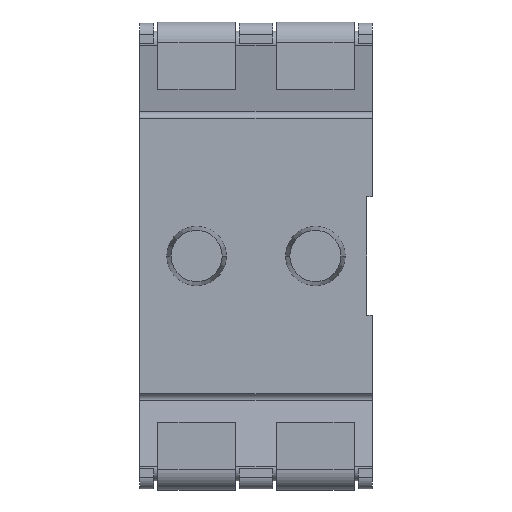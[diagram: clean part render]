
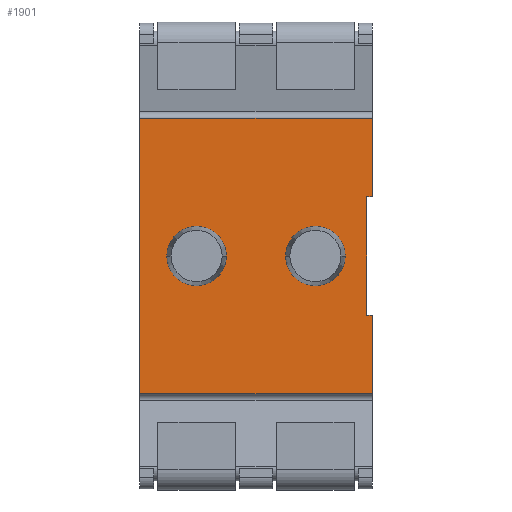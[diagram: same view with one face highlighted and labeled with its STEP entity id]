
A CAD part, front view. The second image highlights one B-rep face of the part: STEP entity #1901.
In plain terms, the highlighted planar face has unit normal (0, -1, 0).
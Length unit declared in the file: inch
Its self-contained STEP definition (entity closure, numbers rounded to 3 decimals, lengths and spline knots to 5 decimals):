
#2=DIRECTION('',(1.,0.,0.));
#3=VECTOR('',#2,0.005);
#4=CARTESIAN_POINT('',(0.093,-0.043,-0.05));
#5=LINE('',#4,#3);
#6=DIRECTION('',(-1.,0.,0.));
#7=VECTOR('',#6,0.196);
#8=CARTESIAN_POINT('',(0.098,-0.043,-0.116));
#9=LINE('',#8,#7);
#10=DIRECTION('',(0.,0.,1.));
#11=VECTOR('',#10,0.232);
#12=CARTESIAN_POINT('',(-0.098,-0.043,-0.116));
#13=LINE('',#12,#11);
#14=DIRECTION('',(0.,0.,-1.));
#15=VECTOR('',#14,0.1);
#16=CARTESIAN_POINT('',(0.093,-0.043,0.05));
#17=LINE('',#16,#15);
#18=CARTESIAN_POINT('',(-0.05,-0.043,0.));
#19=DIRECTION('',(0.,-1.,0.));
#20=DIRECTION('',(-1.,0.,0.));
#21=AXIS2_PLACEMENT_3D('',#18,#19,#20);
#23=CARTESIAN_POINT('',(-0.05,-0.043,0.));
#24=DIRECTION('',(0.,-1.,0.));
#25=DIRECTION('',(1.,0.,0.));
#26=AXIS2_PLACEMENT_3D('',#23,#24,#25);
#28=CARTESIAN_POINT('',(0.05,-0.043,0.));
#29=DIRECTION('',(0.,-1.,0.));
#30=DIRECTION('',(-1.,0.,0.));
#31=AXIS2_PLACEMENT_3D('',#28,#29,#30);
#33=CARTESIAN_POINT('',(0.05,-0.043,0.));
#34=DIRECTION('',(0.,-1.,0.));
#35=DIRECTION('',(1.,0.,0.));
#36=AXIS2_PLACEMENT_3D('',#33,#34,#35);
#58=DIRECTION('',(1.,0.,0.));
#59=VECTOR('',#58,0.005);
#60=CARTESIAN_POINT('',(0.093,-0.043,0.05));
#61=LINE('',#60,#59);
#66=DIRECTION('',(0.,0.,1.));
#67=VECTOR('',#66,0.066);
#68=CARTESIAN_POINT('',(0.098,-0.043,0.05));
#69=LINE('',#68,#67);
#102=DIRECTION('',(-1.,0.,0.));
#103=VECTOR('',#102,0.196);
#104=CARTESIAN_POINT('',(0.098,-0.043,0.116));
#105=LINE('',#104,#103);
#214=DIRECTION('',(0.,0.,1.));
#215=VECTOR('',#214,0.066);
#216=CARTESIAN_POINT('',(0.098,-0.043,-0.116));
#217=LINE('',#216,#215);
#1458=CARTESIAN_POINT('',(0.093,-0.043,-0.05));
#1459=CARTESIAN_POINT('',(0.098,-0.043,-0.05));
#1460=VERTEX_POINT('',#1458);
#1461=VERTEX_POINT('',#1459);
#1462=CARTESIAN_POINT('',(0.098,-0.043,-0.116));
#1463=VERTEX_POINT('',#1462);
#1464=CARTESIAN_POINT('',(-0.098,-0.043,-0.116));
#1465=VERTEX_POINT('',#1464);
#1466=CARTESIAN_POINT('',(-0.098,-0.043,0.116));
#1467=VERTEX_POINT('',#1466);
#1468=CARTESIAN_POINT('',(0.098,-0.043,0.116));
#1469=VERTEX_POINT('',#1468);
#1470=CARTESIAN_POINT('',(0.098,-0.043,0.05));
#1471=VERTEX_POINT('',#1470);
#1472=CARTESIAN_POINT('',(0.093,-0.043,0.05));
#1473=VERTEX_POINT('',#1472);
#1474=CARTESIAN_POINT('',(-0.075,-0.043,0.));
#1475=CARTESIAN_POINT('',(-0.025,-0.043,0.));
#1476=VERTEX_POINT('',#1474);
#1477=VERTEX_POINT('',#1475);
#1478=CARTESIAN_POINT('',(0.025,-0.043,0.));
#1479=CARTESIAN_POINT('',(0.075,-0.043,0.));
#1480=VERTEX_POINT('',#1478);
#1481=VERTEX_POINT('',#1479);
#1866=CARTESIAN_POINT('',(0.,-0.043,0.));
#1867=DIRECTION('',(0.,1.,0.));
#1868=DIRECTION('',(0.,0.,-1.));
#1869=AXIS2_PLACEMENT_3D('',#1866,#1867,#1868);
#1870=PLANE('',#1869);
#1872=ORIENTED_EDGE('',*,*,#1871,.T.);
#1874=ORIENTED_EDGE('',*,*,#1873,.F.);
#1876=ORIENTED_EDGE('',*,*,#1875,.T.);
#1878=ORIENTED_EDGE('',*,*,#1877,.T.);
#1880=ORIENTED_EDGE('',*,*,#1879,.F.);
#1882=ORIENTED_EDGE('',*,*,#1881,.F.);
#1884=ORIENTED_EDGE('',*,*,#1883,.F.);
#1886=ORIENTED_EDGE('',*,*,#1885,.T.);
#1887=EDGE_LOOP('',(#1872,#1874,#1876,#1878,#1880,#1882,#1884,#1886));
#1888=FACE_OUTER_BOUND('',#1887,.F.);
#1890=ORIENTED_EDGE('',*,*,#1889,.T.);
#1892=ORIENTED_EDGE('',*,*,#1891,.T.);
#1893=EDGE_LOOP('',(#1890,#1892));
#1894=FACE_BOUND('',#1893,.F.);
#1896=ORIENTED_EDGE('',*,*,#1895,.T.);
#1898=ORIENTED_EDGE('',*,*,#1897,.T.);
#1899=EDGE_LOOP('',(#1896,#1898));
#1900=FACE_BOUND('',#1899,.F.);
#1901=ADVANCED_FACE('',(#1888,#1894,#1900),#1870,.F.);
#22=CIRCLE('',#21,0.025);
#27=CIRCLE('',#26,0.025);
#32=CIRCLE('',#31,0.025);
#37=CIRCLE('',#36,0.025);
#1871=EDGE_CURVE('',#1460,#1461,#5,.T.);
#1873=EDGE_CURVE('',#1463,#1461,#217,.T.);
#1875=EDGE_CURVE('',#1463,#1465,#9,.T.);
#1877=EDGE_CURVE('',#1465,#1467,#13,.T.);
#1879=EDGE_CURVE('',#1469,#1467,#105,.T.);
#1881=EDGE_CURVE('',#1471,#1469,#69,.T.);
#1883=EDGE_CURVE('',#1473,#1471,#61,.T.);
#1885=EDGE_CURVE('',#1473,#1460,#17,.T.);
#1889=EDGE_CURVE('',#1476,#1477,#22,.T.);
#1891=EDGE_CURVE('',#1477,#1476,#27,.T.);
#1895=EDGE_CURVE('',#1480,#1481,#32,.T.);
#1897=EDGE_CURVE('',#1481,#1480,#37,.T.);
